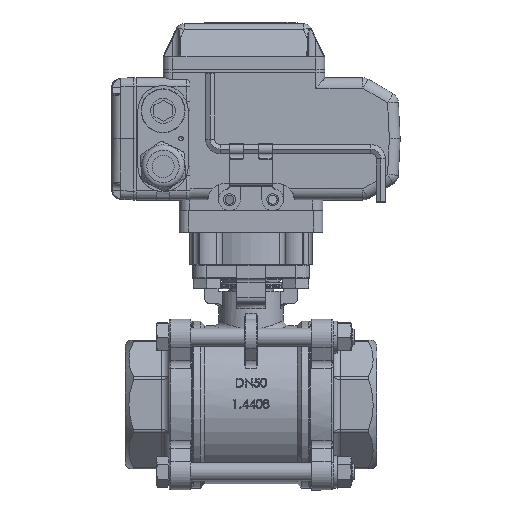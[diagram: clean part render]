
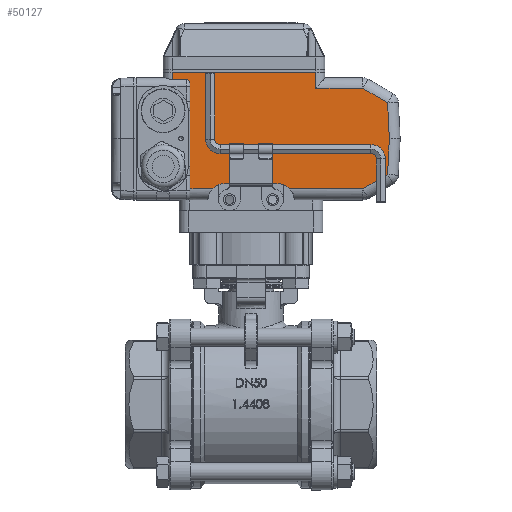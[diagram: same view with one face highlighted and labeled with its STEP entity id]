
A CAD part, top view. The second image highlights one B-rep face of the part: STEP entity #50127.
In plain terms, the highlighted face is planar.
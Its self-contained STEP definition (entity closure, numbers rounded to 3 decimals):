
#1416=LINE('',#73717,#5192);
#1421=LINE('',#73752,#5197);
#1823=LINE('',#75657,#5599);
#1824=LINE('',#75659,#5600);
#1825=LINE('',#75664,#5601);
#1826=LINE('',#75668,#5602);
#1827=LINE('',#75670,#5603);
#1828=LINE('',#75672,#5604);
#1829=LINE('',#75674,#5605);
#1830=LINE('',#75676,#5606);
#1831=LINE('',#75678,#5607);
#1832=LINE('',#75679,#5608);
#1833=LINE('',#75689,#5609);
#1834=LINE('',#75691,#5610);
#1835=LINE('',#75693,#5611);
#5192=VECTOR('',#58853,1000.);
#5197=VECTOR('',#58886,1000.);
#5599=VECTOR('',#60824,1000.);
#5600=VECTOR('',#60827,1000.);
#5601=VECTOR('',#60830,1000.);
#5602=VECTOR('',#60833,1000.);
#5603=VECTOR('',#60834,1000.);
#5604=VECTOR('',#60835,1000.);
#5605=VECTOR('',#60836,1000.);
#5606=VECTOR('',#60837,1000.);
#5607=VECTOR('',#60838,1000.);
#5608=VECTOR('',#60839,1000.);
#5609=VECTOR('',#60840,1000.);
#5610=VECTOR('',#60841,1000.);
#5611=VECTOR('',#60842,1000.);
#9375=CIRCLE('',#54030,9.);
#9376=CIRCLE('',#54031,9.);
#11439=PLANE('',#54029);
#14403=ORIENTED_EDGE('',*,*,#28815,.T.);
#14404=ORIENTED_EDGE('',*,*,#28816,.F.);
#14405=ORIENTED_EDGE('',*,*,#28817,.F.);
#14406=ORIENTED_EDGE('',*,*,#28818,.F.);
#14407=ORIENTED_EDGE('',*,*,#28819,.T.);
#14408=ORIENTED_EDGE('',*,*,#28820,.T.);
#14409=ORIENTED_EDGE('',*,*,#28821,.T.);
#14410=ORIENTED_EDGE('',*,*,#28822,.T.);
#14411=ORIENTED_EDGE('',*,*,#28823,.T.);
#14412=ORIENTED_EDGE('',*,*,#28824,.T.);
#14413=ORIENTED_EDGE('',*,*,#27922,.F.);
#14414=ORIENTED_EDGE('',*,*,#27905,.F.);
#14415=ORIENTED_EDGE('',*,*,#28814,.T.);
#14416=ORIENTED_EDGE('',*,*,#28825,.T.);
#14417=ORIENTED_EDGE('',*,*,#28826,.T.);
#14418=ORIENTED_EDGE('',*,*,#28827,.T.);
#14419=ORIENTED_EDGE('',*,*,#28828,.T.);
#14420=ORIENTED_EDGE('',*,*,#28829,.T.);
#27905=EDGE_CURVE('',#35448,#35441,#1416,.T.);
#27922=EDGE_CURVE('',#35441,#35465,#1421,.T.);
#28814=EDGE_CURVE('',#35448,#36013,#1823,.T.);
#28815=EDGE_CURVE('',#36014,#36015,#1824,.T.);
#28816=EDGE_CURVE('',#36016,#36015,#9375,.T.);
#28817=EDGE_CURVE('',#36017,#36016,#1825,.T.);
#28818=EDGE_CURVE('',#36018,#36017,#9376,.T.);
#28819=EDGE_CURVE('',#36018,#36019,#1826,.T.);
#28820=EDGE_CURVE('',#36019,#36020,#1827,.T.);
#28821=EDGE_CURVE('',#36020,#36021,#1828,.T.);
#28822=EDGE_CURVE('',#36021,#36022,#1829,.T.);
#28823=EDGE_CURVE('',#36022,#36023,#1830,.T.);
#28824=EDGE_CURVE('',#36023,#35465,#1831,.T.);
#28825=EDGE_CURVE('',#36013,#36024,#1832,.T.);
#28826=EDGE_CURVE('',#36024,#36025,#40327,.T.);
#28827=EDGE_CURVE('',#36025,#36026,#1833,.T.);
#28828=EDGE_CURVE('',#36026,#36027,#1834,.T.);
#28829=EDGE_CURVE('',#36027,#36014,#1835,.T.);
#35441=VERTEX_POINT('',#73703);
#35448=VERTEX_POINT('',#73716);
#35465=VERTEX_POINT('',#73753);
#36013=VERTEX_POINT('',#75656);
#36014=VERTEX_POINT('',#75660);
#36015=VERTEX_POINT('',#75661);
#36016=VERTEX_POINT('',#75663);
#36017=VERTEX_POINT('',#75665);
#36018=VERTEX_POINT('',#75667);
#36019=VERTEX_POINT('',#75669);
#36020=VERTEX_POINT('',#75671);
#36021=VERTEX_POINT('',#75673);
#36022=VERTEX_POINT('',#75675);
#36023=VERTEX_POINT('',#75677);
#36024=VERTEX_POINT('',#75680);
#36025=VERTEX_POINT('',#75688);
#36026=VERTEX_POINT('',#75690);
#36027=VERTEX_POINT('',#75692);
#40327=B_SPLINE_CURVE_WITH_KNOTS('',3,(#75681,#75682,#75683,#75684,#75685,
#75686,#75687),.UNSPECIFIED.,.F.,.F.,(4,1,1,1,4),(0.,
0.001,0.003,0.004,0.005),
 .UNSPECIFIED.);
#41732=EDGE_LOOP('',(#14403,#14404,#14405,#14406,#14407,#14408,#14409,#14410,
#14411,#14412,#14413,#14414,#14415,#14416,#14417,#14418,#14419,#14420));
#45397=FACE_BOUND('',#41732,.T.);
#50127=ADVANCED_FACE('',(#45397),#11439,.F.);
#54029=AXIS2_PLACEMENT_3D('',#75658,#60825,#60826);
#54030=AXIS2_PLACEMENT_3D('',#75662,#60828,#60829);
#54031=AXIS2_PLACEMENT_3D('',#75666,#60831,#60832);
#58853=DIRECTION('',(-1.,0.,0.));
#58886=DIRECTION('',(0.,0.,1.));
#60824=DIRECTION('',(0.,0.,1.));
#60825=DIRECTION('',(0.,1.,0.));
#60826=DIRECTION('',(0.,0.,1.));
#60827=DIRECTION('',(-1.,0.,0.));
#60828=DIRECTION('',(0.,-1.,0.));
#60829=DIRECTION('',(0.,0.,1.));
#60830=DIRECTION('',(1.,0.,0.));
#60831=DIRECTION('',(0.,-1.,0.));
#60832=DIRECTION('',(0.,0.,-1.));
#60833=DIRECTION('',(-1.,0.,0.));
#60834=DIRECTION('',(-0.866,0.,-0.5));
#60835=DIRECTION('',(-0.05,0.,-0.999));
#60836=DIRECTION('',(0.05,0.,-0.999));
#60837=DIRECTION('',(0.866,0.,-0.5));
#60838=DIRECTION('',(1.,0.,0.));
#60839=DIRECTION('',(-1.,0.,0.));
#60840=DIRECTION('',(0.,0.,1.));
#60841=DIRECTION('',(0.,0.,1.));
#60842=DIRECTION('',(0.,0.,1.));
#73703=CARTESIAN_POINT('',(-36.,-43.,-37.));
#73716=CARTESIAN_POINT('',(44.,-43.,-37.));
#73717=CARTESIAN_POINT('',(44.,-43.,-37.));
#73752=CARTESIAN_POINT('',(-36.,-43.,-37.));
#73753=CARTESIAN_POINT('',(-36.,-43.,-28.));
#75656=CARTESIAN_POINT('',(44.,-43.,-33.));
#75657=CARTESIAN_POINT('',(44.,-43.,-37.));
#75658=CARTESIAN_POINT('',(-62.144,-43.,-28.));
#75659=CARTESIAN_POINT('',(-62.144,-43.,28.));
#75660=CARTESIAN_POINT('',(34.,-43.,28.));
#75661=CARTESIAN_POINT('',(21.708,-43.,28.));
#75662=CARTESIAN_POINT('',(15.,-43.,34.));
#75663=CARTESIAN_POINT('',(15.,-43.,25.));
#75664=CARTESIAN_POINT('',(-15.,-43.,25.));
#75665=CARTESIAN_POINT('',(-15.,-43.,25.));
#75666=CARTESIAN_POINT('',(-15.,-43.,34.));
#75667=CARTESIAN_POINT('',(-21.708,-43.,28.));
#75668=CARTESIAN_POINT('',(-62.144,-43.,28.));
#75669=CARTESIAN_POINT('',(-62.144,-43.,28.));
#75670=CARTESIAN_POINT('',(-76.,-43.,20.));
#75671=CARTESIAN_POINT('',(-76.,-43.,20.));
#75672=CARTESIAN_POINT('',(-77.007,-43.,-0.297));
#75673=CARTESIAN_POINT('',(-76.993,-43.,0.));
#75674=CARTESIAN_POINT('',(-76.,-43.,-20.));
#75675=CARTESIAN_POINT('',(-76.,-43.,-20.));
#75676=CARTESIAN_POINT('',(-62.144,-43.,-28.));
#75677=CARTESIAN_POINT('',(-62.144,-43.,-28.));
#75678=CARTESIAN_POINT('',(-36.,-43.,-28.));
#75679=CARTESIAN_POINT('',(44.,-43.,-33.));
#75680=CARTESIAN_POINT('',(36.,-43.,-33.));
#75681=CARTESIAN_POINT('',(36.,-43.,-33.));
#75682=CARTESIAN_POINT('',(35.576,-43.,-33.));
#75683=CARTESIAN_POINT('',(34.756,-43.,-32.643));
#75684=CARTESIAN_POINT('',(34.128,-43.,-31.495));
#75685=CARTESIAN_POINT('',(33.99,-43.,-30.249));
#75686=CARTESIAN_POINT('',(34.,-43.,-29.417));
#75687=CARTESIAN_POINT('',(34.,-43.,-29.));
#75688=CARTESIAN_POINT('',(34.,-43.,-29.));
#75689=CARTESIAN_POINT('',(34.,-43.,34.));
#75690=CARTESIAN_POINT('',(34.,-43.,-20.696));
#75691=CARTESIAN_POINT('',(34.,-43.,34.));
#75692=CARTESIAN_POINT('',(34.,-43.,20.696));
#75693=CARTESIAN_POINT('',(34.,-43.,34.));
